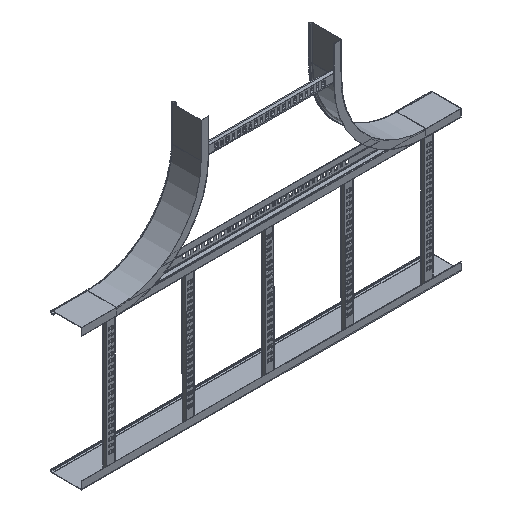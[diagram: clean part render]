
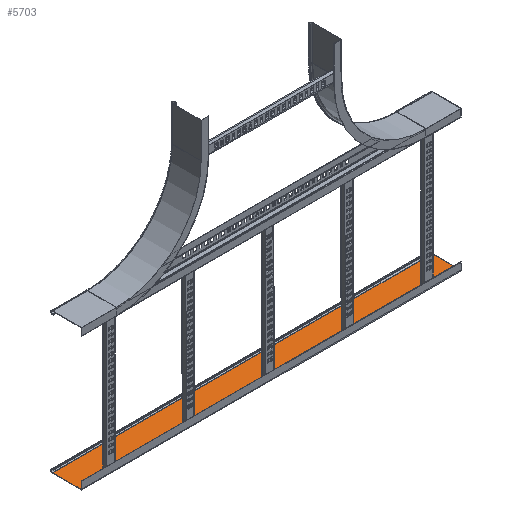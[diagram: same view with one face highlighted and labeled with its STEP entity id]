
A CAD part, isometric view. The second image highlights one B-rep face of the part: STEP entity #5703.
In plain terms, the highlighted face is planar.
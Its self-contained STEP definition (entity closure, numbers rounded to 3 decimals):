
#199 = VECTOR ( 'NONE', #4091, 1000. ) ;
#367 = ORIENTED_EDGE ( 'NONE', *, *, #9284, .T. ) ;
#519 = VERTEX_POINT ( 'NONE', #5100 ) ;
#1746 = LINE ( 'NONE', #11442, #10539 ) ;
#2939 = CARTESIAN_POINT ( 'NONE',  ( -1.5, 104., 675. ) ) ;
#3800 = VERTEX_POINT ( 'NONE', #12170 ) ;
#3985 = AXIS2_PLACEMENT_3D ( 'NONE', #9273, #9224, #9176 ) ;
#4091 = DIRECTION ( 'NONE',  ( 0., 0., -1. ) ) ;
#4336 = VERTEX_POINT ( 'NONE', #4349 ) ;
#4349 = CARTESIAN_POINT ( 'NONE',  ( -1.5, 1.5, -675. ) ) ;
#5100 = CARTESIAN_POINT ( 'NONE',  ( -1.5, 1.5, 675. ) ) ;
#5127 = VECTOR ( 'NONE', #8527, 1000. ) ;
#5703 = ADVANCED_FACE ( 'NONE', ( #7316 ), #9971, .T. ) ;
#5804 = EDGE_CURVE ( 'NONE', #4336, #8320, #14727, .T. ) ;
#6023 = LINE ( 'NONE', #2939, #199 ) ;
#6136 = EDGE_CURVE ( 'NONE', #4336, #519, #8279, .T. ) ;
#6783 = CARTESIAN_POINT ( 'NONE',  ( -1.5, 1.5, -675. ) ) ;
#6813 = VECTOR ( 'NONE', #9507, 1000. ) ;
#7316 = FACE_OUTER_BOUND ( 'NONE', #7352, .T. ) ;
#7352 = EDGE_LOOP ( 'NONE', ( #11054, #367, #12859, #11441 ) ) ;
#8279 = LINE ( 'NONE', #9454, #6813 ) ;
#8320 = VERTEX_POINT ( 'NONE', #13571 ) ;
#8527 = DIRECTION ( 'NONE',  ( 0., 1., 0. ) ) ;
#9176 = DIRECTION ( 'NONE',  ( 0., 0., 1. ) ) ;
#9224 = DIRECTION ( 'NONE',  ( -1., 0., 0. ) ) ;
#9273 = CARTESIAN_POINT ( 'NONE',  ( -1.5, 0., 675. ) ) ;
#9284 = EDGE_CURVE ( 'NONE', #3800, #8320, #6023, .T. ) ;
#9454 = CARTESIAN_POINT ( 'NONE',  ( -1.5, 1.5, 675. ) ) ;
#9507 = DIRECTION ( 'NONE',  ( 0., 0., 1. ) ) ;
#9971 = PLANE ( 'NONE',  #3985 ) ;
#10539 = VECTOR ( 'NONE', #12561, 1000. ) ;
#11054 = ORIENTED_EDGE ( 'NONE', *, *, #14292, .F. ) ;
#11441 = ORIENTED_EDGE ( 'NONE', *, *, #6136, .T. ) ;
#11442 = CARTESIAN_POINT ( 'NONE',  ( -1.5, 104., 675. ) ) ;
#12170 = CARTESIAN_POINT ( 'NONE',  ( -1.5, 104., 675. ) ) ;
#12561 = DIRECTION ( 'NONE',  ( 0., -1., 0. ) ) ;
#12859 = ORIENTED_EDGE ( 'NONE', *, *, #5804, .F. ) ;
#13571 = CARTESIAN_POINT ( 'NONE',  ( -1.5, 104., -675. ) ) ;
#14292 = EDGE_CURVE ( 'NONE', #3800, #519, #1746, .T. ) ;
#14727 = LINE ( 'NONE', #6783, #5127 ) ;
